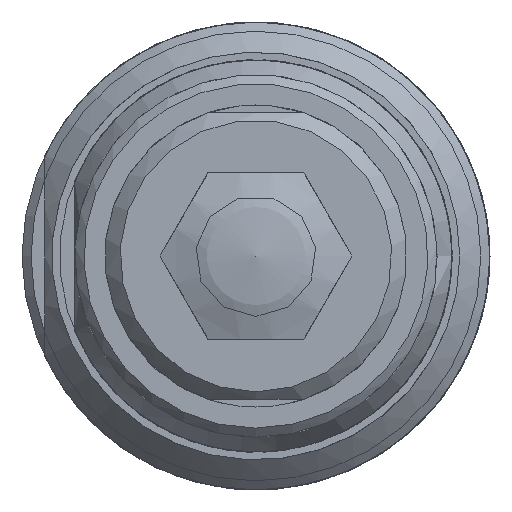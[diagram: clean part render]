
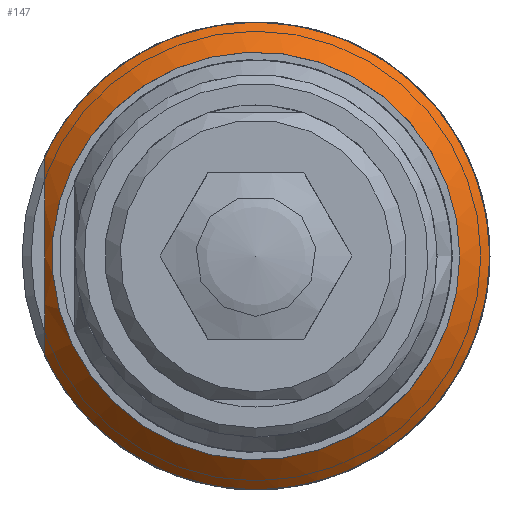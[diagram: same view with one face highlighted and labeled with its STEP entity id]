
A CAD part, left-side view. The second image highlights one B-rep face of the part: STEP entity #147.
In plain terms, the highlighted conical face has half-angle 45 degrees and reference radius 6.75 mm.
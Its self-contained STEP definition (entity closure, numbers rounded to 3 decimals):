
#147 = ADVANCED_FACE( '', ( #323, #324 ), #325, .T. );
#323 = FACE_BOUND( '', #518, .T. );
#324 = FACE_OUTER_BOUND( '', #519, .T. );
#325 = CONICAL_SURFACE( '', #520, 6.75, 0.785 );
#518 = EDGE_LOOP( '', ( #820 ) );
#519 = EDGE_LOOP( '', ( #821, #822 ) );
#520 = AXIS2_PLACEMENT_3D( '', #823, #824, #825 );
#820 = ORIENTED_EDGE( '', *, *, #972, .F. );
#821 = ORIENTED_EDGE( '', *, *, #1008, .T. );
#822 = ORIENTED_EDGE( '', *, *, #994, .T. );
#823 = CARTESIAN_POINT( '', ( 3127.215, 0., 0. ) );
#824 = DIRECTION( '', ( 1., 0., 0. ) );
#825 = DIRECTION( '', ( 0., 1., 0. ) );
#972 = EDGE_CURVE( '', #1125, #1125, #1126, .T. );
#994 = EDGE_CURVE( '', #1155, #1159, #1161, .F. );
#1008 = EDGE_CURVE( '', #1159, #1155, #1181, .T. );
#1125 = VERTEX_POINT( '', #1366 );
#1126 = CIRCLE( '', #1367, 6.75 );
#1155 = VERTEX_POINT( '', #1398 );
#1159 = VERTEX_POINT( '', #1414 );
#1161 = B_SPLINE_CURVE_WITH_KNOTS( '', 3, ( #1417, #1418, #1419, #1420, #1421, #1422, #1423, #1424, #1425, #1426, #1427, #1428 ), .UNSPECIFIED., .F., .F., ( 4, 2, 2, 2, 2, 4 ), ( 0.008, 0.009, 0.01, 0.011, 0.013, 0.014 ), .UNSPECIFIED. );
#1181 = CIRCLE( '', #1448, 7.75 );
#1366 = CARTESIAN_POINT( '', ( 3127.215, -6.75, 0. ) );
#1367 = AXIS2_PLACEMENT_3D( '', #1567, #1568, #1569 );
#1398 = CARTESIAN_POINT( '', ( 3128.215, 7., 3.326 ) );
#1414 = CARTESIAN_POINT( '', ( 3128.215, 7., -3.326 ) );
#1417 = CARTESIAN_POINT( '', ( 3128.215, 7., -3.326 ) );
#1418 = CARTESIAN_POINT( '', ( 3127.988, 7., -2.797 ) );
#1419 = CARTESIAN_POINT( '', ( 3127.8, 7., -2.258 ) );
#1420 = CARTESIAN_POINT( '', ( 3127.604, 7., -1.428 ) );
#1421 = CARTESIAN_POINT( '', ( 3127.552, 7., -1.148 ) );
#1422 = CARTESIAN_POINT( '', ( 3127.483, 7., -0.578 ) );
#1423 = CARTESIAN_POINT( '', ( 3127.465, 7., -0.287 ) );
#1424 = CARTESIAN_POINT( '', ( 3127.465, 7., 0.576 ) );
#1425 = CARTESIAN_POINT( '', ( 3127.536, 7., 1.14 ) );
#1426 = CARTESIAN_POINT( '', ( 3127.798, 7., 2.251 ) );
#1427 = CARTESIAN_POINT( '', ( 3127.989, 7., 2.801 ) );
#1428 = CARTESIAN_POINT( '', ( 3128.215, 7., 3.326 ) );
#1448 = AXIS2_PLACEMENT_3D( '', #1622, #1623, #1624 );
#1567 = CARTESIAN_POINT( '', ( 3127.215, 0., 0. ) );
#1568 = DIRECTION( '', ( -1., 0., 0. ) );
#1569 = DIRECTION( '', ( 0., -1., 0. ) );
#1622 = CARTESIAN_POINT( '', ( 3128.215, 0., 0. ) );
#1623 = DIRECTION( '', ( -1., 0., 0. ) );
#1624 = DIRECTION( '', ( 0., -1., 0. ) );
